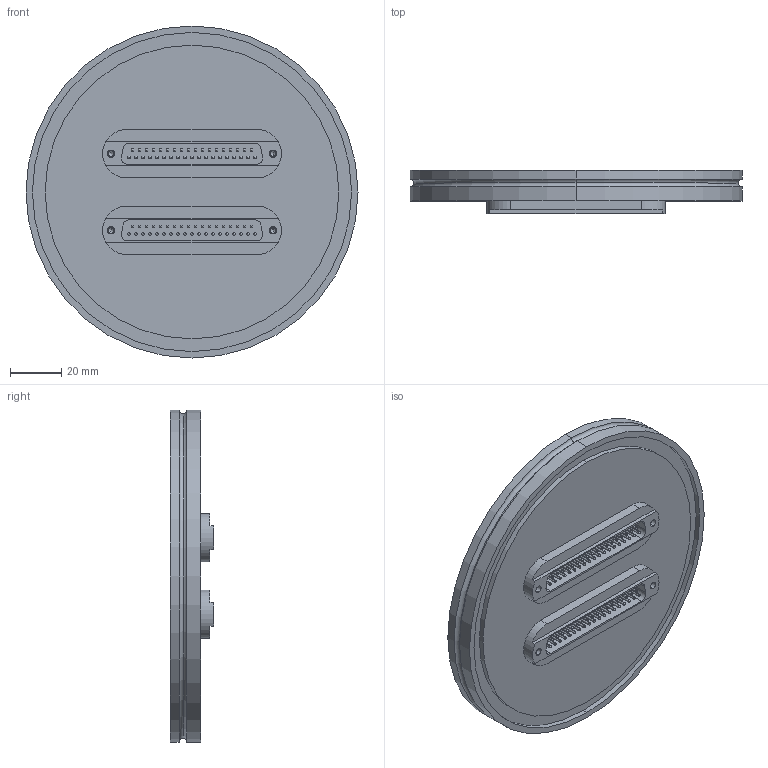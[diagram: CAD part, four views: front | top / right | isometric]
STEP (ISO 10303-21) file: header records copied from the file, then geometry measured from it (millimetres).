
FILE_DESCRIPTION (( 'STEP AP214' ), '1' );
FILE_NAME ('210-D37-ISO100-2.STEP', '2014-03-13T12:12:27', ( 'allectra' ), ( 'Microsoft' ), 'SwSTEP 2.0', 'SolidWorks 2013', '' );
FILE_SCHEMA (( 'AUTOMOTIVE_DESIGN' ));
Length unit declared in the file: millimetre
Products named in the file (5): 218-D9-37-SS_218-D37-SS; 9210-PIN-FENI; 9218-D9-37-SS_37 pin 1mm; 9210-D37-ISO100-2_DN100 ISO-K; 210-D37-ISO100-2
Assembly tree (76 placements, depth 3):
  210-D37-ISO100-2
    9210-D37-ISO100-2_DN100 ISO-K
    218-D9-37-SS_218-D37-SS  x2
      9218-D9-37-SS_37 pin 1mm
      9210-PIN-FENI
Bounding box: 130 x 17 x 130 mm (x, y, z)
Volume: 147437.4 mm3; surface area: 56417 mm2
Topology: 147 solids, 147 shells, 876 faces, 2534 edges, 1674 vertices
Faces by surface type: cylinder 508, sphere 288, plane 60, cone 16, torus 4
Entity records: 6170 total; most frequent: DIRECTION 1182, CARTESIAN_POINT 969, ORIENTED_EDGE 868, AXIS2_PLACEMENT_3D 499, EDGE_CURVE 434, VERTEX_POINT 286, EDGE_LOOP 262, CIRCLE 250
